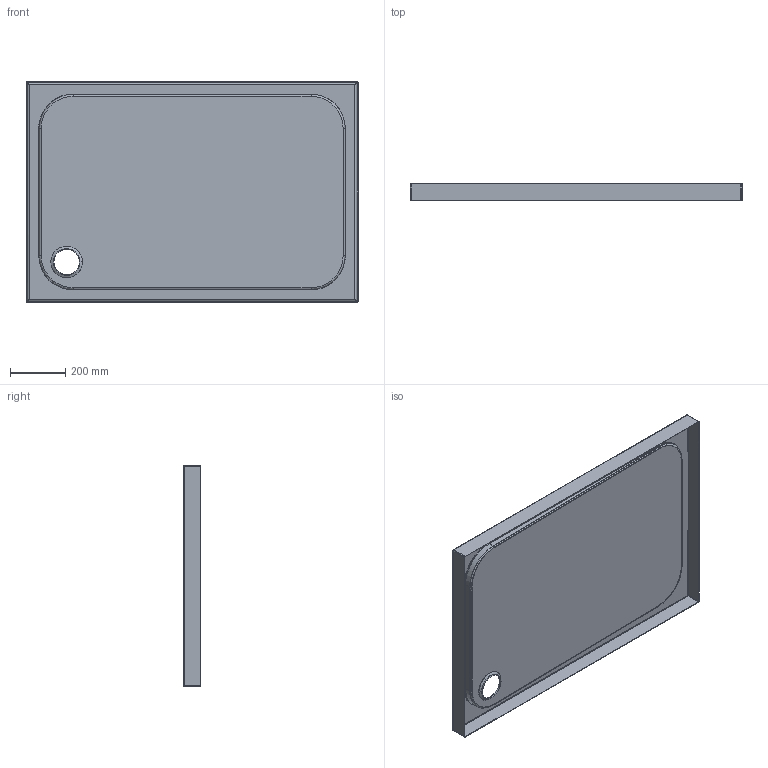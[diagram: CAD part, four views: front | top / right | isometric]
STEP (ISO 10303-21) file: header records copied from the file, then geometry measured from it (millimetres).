
FILE_DESCRIPTION (( 'STEP AP203' ), '1' );
FILE_NAME ('ME12804UP_STEP_V10421.STEP', '2021-04-20T13:16:05', ( '' ), ( '' ), 'SwSTEP 2.0', 'SolidWorks 2019', '' );
FILE_SCHEMA (( 'CONFIG_CONTROL_DESIGN' ));
Length unit declared in the file: millimetre
Products named in the file (1): ME12804UP_STEP_V10421
Bounding box: 1200 x 61 x 800 mm (x, y, z)
Volume: 2571958.8 mm3; surface area: 2580707.4 mm2
Topology: 1 solids, 1 shells, 122 faces, 282 edges, 164 vertices
Faces by surface type: cylinder 54, plane 32, bspline 16, torus 16, sphere 4
Entity records: 6192 total; most frequent: CARTESIAN_POINT 3466, DIRECTION 556, ORIENTED_EDGE 556, EDGE_CURVE 278, AXIS2_PLACEMENT_3D 215, VERTEX_POINT 164, EDGE_LOOP 130, VECTOR 126
